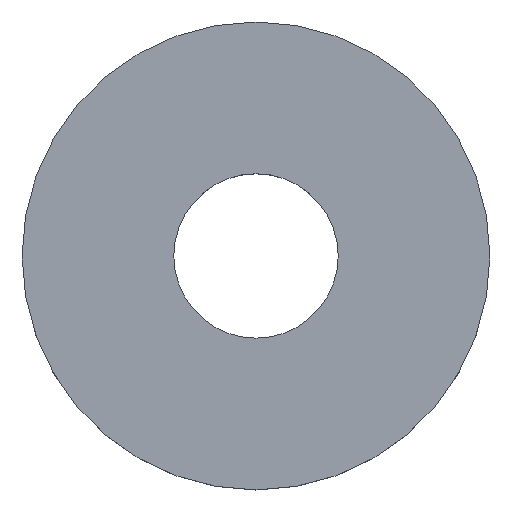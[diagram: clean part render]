
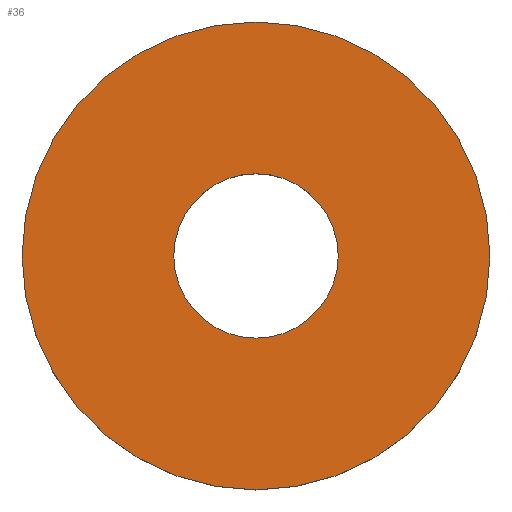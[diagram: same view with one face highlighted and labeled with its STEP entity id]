
A CAD part, top view. The second image highlights one B-rep face of the part: STEP entity #36.
In plain terms, the highlighted planar face has unit normal (0, 0, 1).
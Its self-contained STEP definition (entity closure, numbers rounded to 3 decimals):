
#7 = CARTESIAN_POINT ( 'NONE',  ( -1.3, 0., 1. ) ) ;
#18 = ORIENTED_EDGE ( 'NONE', *, *, #32, .T. ) ;
#22 = AXIS2_PLACEMENT_3D ( 'NONE', #43, #143, #110 ) ;
#24 = EDGE_LOOP ( 'NONE', ( #89, #18 ) ) ;
#32 = EDGE_CURVE ( 'NONE', #56, #155, #124, .T. ) ;
#34 = DIRECTION ( 'NONE',  ( 0., 0., 1. ) ) ;
#35 = DIRECTION ( 'NONE',  ( 1., 0., 0. ) ) ;
#36 = ADVANCED_FACE ( 'NONE', ( #211, #135 ), #71, .T. ) ;
#37 = CIRCLE ( 'NONE', #49, 1.3 ) ;
#43 = CARTESIAN_POINT ( 'NONE',  ( 0., 0., 1. ) ) ;
#49 = AXIS2_PLACEMENT_3D ( 'NONE', #195, #209, #52 ) ;
#52 = DIRECTION ( 'NONE',  ( 1., 0., 0. ) ) ;
#53 = CIRCLE ( 'NONE', #22, 1.3 ) ;
#56 = VERTEX_POINT ( 'NONE', #77 ) ;
#61 = VERTEX_POINT ( 'NONE', #7 ) ;
#71 = PLANE ( 'NONE',  #177 ) ;
#72 = CIRCLE ( 'NONE', #206, 3.7 ) ;
#77 = CARTESIAN_POINT ( 'NONE',  ( 3.7, 0., 1. ) ) ;
#85 = CARTESIAN_POINT ( 'NONE',  ( 0., 0., 1. ) ) ;
#89 = ORIENTED_EDGE ( 'NONE', *, *, #94, .T. ) ;
#94 = EDGE_CURVE ( 'NONE', #155, #56, #72, .T. ) ;
#95 = CARTESIAN_POINT ( 'NONE',  ( 1.3, 0., 1. ) ) ;
#96 = DIRECTION ( 'NONE',  ( 1., 0., 0. ) ) ;
#101 = ORIENTED_EDGE ( 'NONE', *, *, #115, .F. ) ;
#102 = DIRECTION ( 'NONE',  ( 1., 0., 0. ) ) ;
#110 = DIRECTION ( 'NONE',  ( 1., 0., 0. ) ) ;
#115 = EDGE_CURVE ( 'NONE', #61, #170, #53, .T. ) ;
#124 = CIRCLE ( 'NONE', #189, 3.7 ) ;
#130 = CARTESIAN_POINT ( 'NONE',  ( -3.7, 0., 1. ) ) ;
#135 = FACE_BOUND ( 'NONE', #198, .T. ) ;
#143 = DIRECTION ( 'NONE',  ( 0., 0., 1. ) ) ;
#155 = VERTEX_POINT ( 'NONE', #130 ) ;
#170 = VERTEX_POINT ( 'NONE', #95 ) ;
#172 = DIRECTION ( 'NONE',  ( 0., 0., 1. ) ) ;
#177 = AXIS2_PLACEMENT_3D ( 'NONE', #197, #184, #102 ) ;
#184 = DIRECTION ( 'NONE',  ( 0., 0., 1. ) ) ;
#188 = ORIENTED_EDGE ( 'NONE', *, *, #192, .F. ) ;
#189 = AXIS2_PLACEMENT_3D ( 'NONE', #85, #34, #35 ) ;
#192 = EDGE_CURVE ( 'NONE', #170, #61, #37, .T. ) ;
#194 = CARTESIAN_POINT ( 'NONE',  ( 0., 0., 1. ) ) ;
#195 = CARTESIAN_POINT ( 'NONE',  ( 0., 0., 1. ) ) ;
#197 = CARTESIAN_POINT ( 'NONE',  ( 0., 0., 1. ) ) ;
#198 = EDGE_LOOP ( 'NONE', ( #101, #188 ) ) ;
#206 = AXIS2_PLACEMENT_3D ( 'NONE', #194, #172, #96 ) ;
#209 = DIRECTION ( 'NONE',  ( 0., 0., 1. ) ) ;
#211 = FACE_OUTER_BOUND ( 'NONE', #24, .T. ) ;
